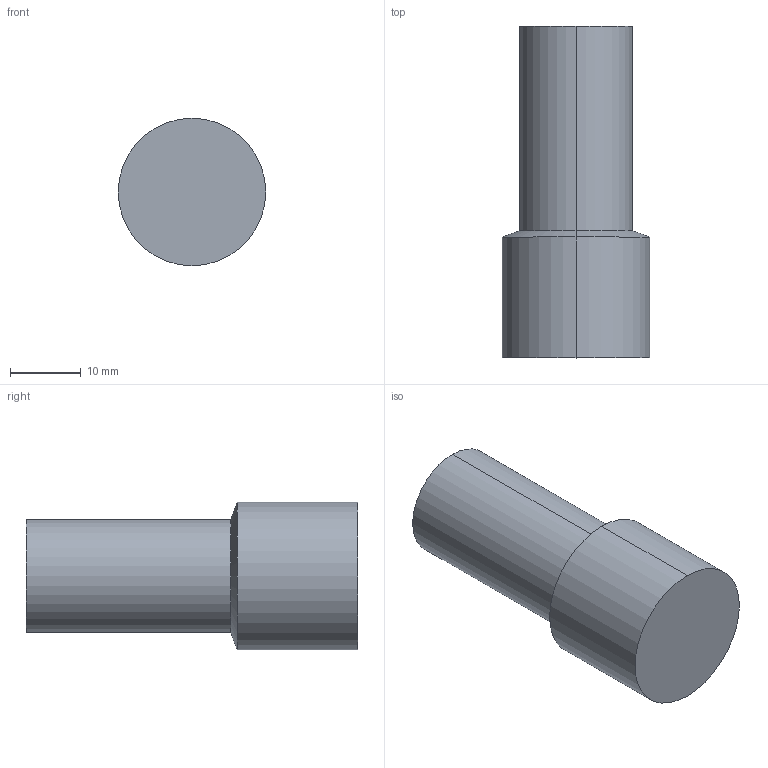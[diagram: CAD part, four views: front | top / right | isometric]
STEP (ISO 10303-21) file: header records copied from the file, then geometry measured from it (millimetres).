
FILE_DESCRIPTION (( 'STEP AP214' ), '1' );
FILE_NAME ('KQ2P-16.step.step', '2017-09-14T13:08:26', ( 'Windows User' ), ( '' ), 'SwSTEP 2.0', 'SolidWorks 2017', '' );
FILE_SCHEMA (( 'AUTOMOTIVE_DESIGN' ));
Length unit declared in the file: millimetre
Products named in the file (2): KQ2P-16.step; KQ2P-16.step_KQ2P_16
Assembly tree (1 placements, depth 2):
  KQ2P-16.step
    KQ2P-16.step_KQ2P_16
Bounding box: 20.9 x 47 x 20.9 mm (x, y, z)
Volume: 11939.9 mm3; surface area: 3276.3 mm2
Topology: 1 solids, 1 shells, 8 faces, 14 edges, 8 vertices
Faces by surface type: cylinder 4, cone 2, plane 2
Entity records: 260 total; most frequent: DIRECTION 46, CARTESIAN_POINT 34, ORIENTED_EDGE 28, AXIS2_PLACEMENT_3D 20, EDGE_CURVE 14, EDGE_LOOP 8, VERTEX_POINT 8, ADVANCED_FACE 8
